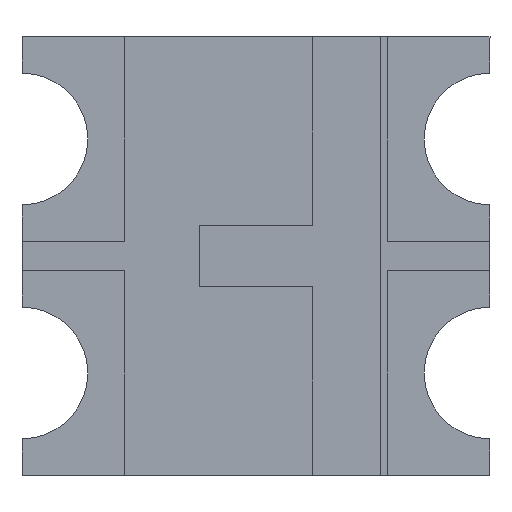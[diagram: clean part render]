
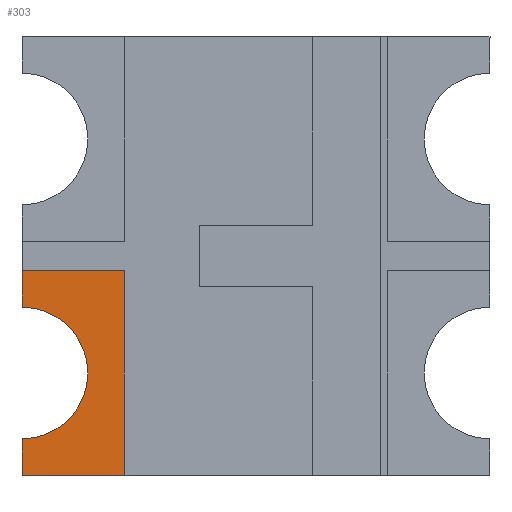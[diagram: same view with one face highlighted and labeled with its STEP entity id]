
A CAD part, front view. The second image highlights one B-rep face of the part: STEP entity #303.
In plain terms, the highlighted planar face has unit normal (0, -1, 0).
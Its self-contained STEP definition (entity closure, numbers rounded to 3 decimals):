
#66 = AXIS2_PLACEMENT_3D ( 'NONE', #2568, #1893, #74 ) ;
#74 = DIRECTION ( 'NONE',  ( 0., 0., 1. ) ) ;
#143 = DIRECTION ( 'NONE',  ( 0., 0., 1. ) ) ;
#303 = ADVANCED_FACE ( 'NONE', ( #1743 ), #3325, .F. ) ;
#470 = CARTESIAN_POINT ( 'NONE',  ( -0.8, 0., -0.625 ) ) ;
#684 = AXIS2_PLACEMENT_3D ( 'NONE', #1781, #2683, #2367 ) ;
#777 = LINE ( 'NONE', #470, #952 ) ;
#821 = LINE ( 'NONE', #3544, #3270 ) ;
#857 = VERTEX_POINT ( 'NONE', #3305 ) ;
#952 = VECTOR ( 'NONE', #1086, 1000. ) ;
#1033 = CARTESIAN_POINT ( 'NONE',  ( -0.8, 0., -0.625 ) ) ;
#1086 = DIRECTION ( 'NONE',  ( 0., 0., 1. ) ) ;
#1289 = ORIENTED_EDGE ( 'NONE', *, *, #3236, .F. ) ;
#1591 = ORIENTED_EDGE ( 'NONE', *, *, #2855, .F. ) ;
#1667 = CARTESIAN_POINT ( 'NONE',  ( -0.8, 0., -0.175 ) ) ;
#1705 = EDGE_CURVE ( 'NONE', #1767, #3778, #2720, .T. ) ;
#1721 = CARTESIAN_POINT ( 'NONE',  ( -0.45, 0., -0.75 ) ) ;
#1743 = FACE_OUTER_BOUND ( 'NONE', #2351, .T. ) ;
#1767 = VERTEX_POINT ( 'NONE', #1033 ) ;
#1781 = CARTESIAN_POINT ( 'NONE',  ( -0.8, 0., -0.4 ) ) ;
#1818 = VECTOR ( 'NONE', #2400, 1000. ) ;
#1841 = CARTESIAN_POINT ( 'NONE',  ( -0.45, 0., -0.75 ) ) ;
#1893 = DIRECTION ( 'NONE',  ( 0., -1., 0. ) ) ;
#1919 = VECTOR ( 'NONE', #2973, 1000. ) ;
#1993 = VERTEX_POINT ( 'NONE', #2903 ) ;
#1998 = LINE ( 'NONE', #1721, #1919 ) ;
#2060 = DIRECTION ( 'NONE',  ( 0., 0., -1. ) ) ;
#2128 = LINE ( 'NONE', #3421, #1818 ) ;
#2253 = VECTOR ( 'NONE', #143, 1000. ) ;
#2269 = LINE ( 'NONE', #1667, #2253 ) ;
#2351 = EDGE_LOOP ( 'NONE', ( #2931, #3627, #1289, #2370, #2750, #1591 ) ) ;
#2367 = DIRECTION ( 'NONE',  ( 0., 0., 1. ) ) ;
#2370 = ORIENTED_EDGE ( 'NONE', *, *, #1705, .F. ) ;
#2400 = DIRECTION ( 'NONE',  ( 1., 0., 0. ) ) ;
#2417 = EDGE_CURVE ( 'NONE', #857, #3475, #2128, .T. ) ;
#2498 = CARTESIAN_POINT ( 'NONE',  ( -0.8, 0., -0.175 ) ) ;
#2555 = EDGE_CURVE ( 'NONE', #3475, #4004, #821, .T. ) ;
#2568 = CARTESIAN_POINT ( 'NONE',  ( -0.8, 0., -0.4 ) ) ;
#2683 = DIRECTION ( 'NONE',  ( 0., 1., 0. ) ) ;
#2720 = CIRCLE ( 'NONE', #66, 0.225 ) ;
#2750 = ORIENTED_EDGE ( 'NONE', *, *, #2784, .F. ) ;
#2784 = EDGE_CURVE ( 'NONE', #1993, #1767, #777, .T. ) ;
#2855 = EDGE_CURVE ( 'NONE', #4004, #1993, #1998, .T. ) ;
#2903 = CARTESIAN_POINT ( 'NONE',  ( -0.8, 0., -0.75 ) ) ;
#2931 = ORIENTED_EDGE ( 'NONE', *, *, #2555, .F. ) ;
#2973 = DIRECTION ( 'NONE',  ( -1., 0., 0. ) ) ;
#3236 = EDGE_CURVE ( 'NONE', #3778, #857, #2269, .T. ) ;
#3270 = VECTOR ( 'NONE', #2060, 1000. ) ;
#3305 = CARTESIAN_POINT ( 'NONE',  ( -0.8, 0., -0.05 ) ) ;
#3325 = PLANE ( 'NONE',  #684 ) ;
#3421 = CARTESIAN_POINT ( 'NONE',  ( -0.8, 0., -0.05 ) ) ;
#3475 = VERTEX_POINT ( 'NONE', #3671 ) ;
#3544 = CARTESIAN_POINT ( 'NONE',  ( -0.45, 0., -0.4 ) ) ;
#3627 = ORIENTED_EDGE ( 'NONE', *, *, #2417, .F. ) ;
#3671 = CARTESIAN_POINT ( 'NONE',  ( -0.45, 0., -0.05 ) ) ;
#3778 = VERTEX_POINT ( 'NONE', #2498 ) ;
#4004 = VERTEX_POINT ( 'NONE', #1841 ) ;
